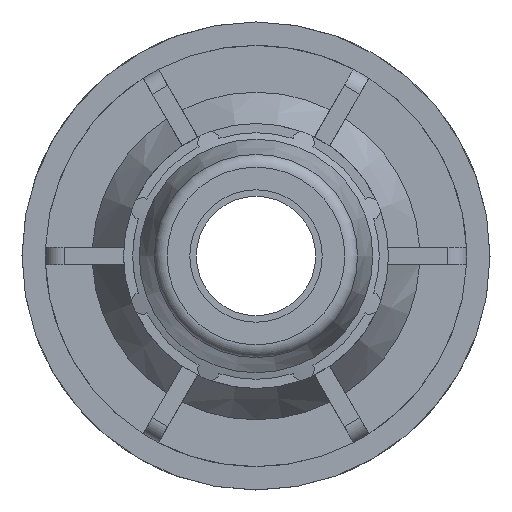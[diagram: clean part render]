
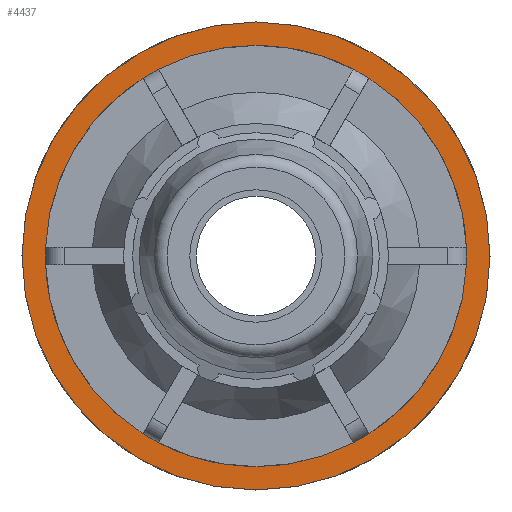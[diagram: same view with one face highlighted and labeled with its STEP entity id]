
A CAD part, left-side view. The second image highlights one B-rep face of the part: STEP entity #4437.
In plain terms, the highlighted planar face has unit normal (-1, 0, 0).
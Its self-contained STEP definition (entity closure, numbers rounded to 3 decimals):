
#100=FACE_BOUND('',#645,.T.);
#404=FACE_OUTER_BOUND('',#644,.T.);
#644=EDGE_LOOP('',(#3649));
#645=EDGE_LOOP('',(#3650));
#738=CIRCLE('',#4560,56.5);
#865=CIRCLE('',#4836,45.2);
#1711=VERTEX_POINT('',#6393);
#1989=VERTEX_POINT('',#7589);
#2166=EDGE_CURVE('',#1711,#1711,#738,.T.);
#2591=EDGE_CURVE('',#1989,#1989,#865,.T.);
#3649=ORIENTED_EDGE('',*,*,#2166,.F.);
#3650=ORIENTED_EDGE('',*,*,#2591,.T.);
#4007=PLANE('',#4835);
#4437=ADVANCED_FACE('',(#404,#100),#4007,.T.);
#4560=AXIS2_PLACEMENT_3D('',#6394,#5157,#5158);
#4835=AXIS2_PLACEMENT_3D('',#7588,#5923,#5924);
#4836=AXIS2_PLACEMENT_3D('',#7590,#5925,#5926);
#5157=DIRECTION('center_axis',(1.,0.,0.));
#5158=DIRECTION('ref_axis',(0.,0.,-1.));
#5923=DIRECTION('center_axis',(-1.,0.,0.));
#5924=DIRECTION('ref_axis',(0.,0.,1.));
#5925=DIRECTION('center_axis',(1.,0.,0.));
#5926=DIRECTION('ref_axis',(0.,0.,-1.));
#6393=CARTESIAN_POINT('',(51.017,0.,56.5));
#6394=CARTESIAN_POINT('Origin',(51.017,0.,0.));
#7588=CARTESIAN_POINT('Origin',(51.017,56.5,0.));
#7589=CARTESIAN_POINT('',(51.017,45.2,0.));
#7590=CARTESIAN_POINT('Origin',(51.017,0.,0.));
